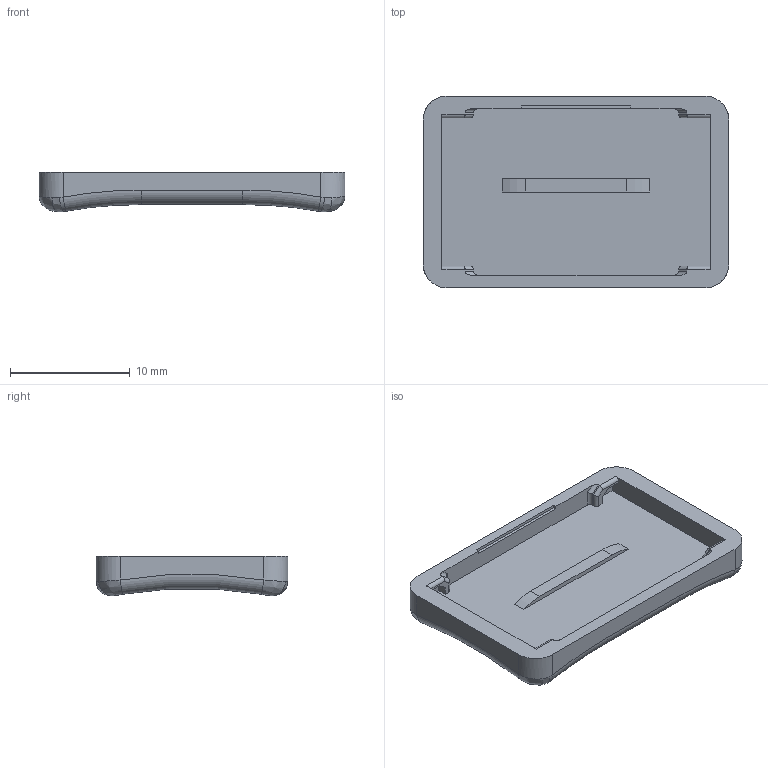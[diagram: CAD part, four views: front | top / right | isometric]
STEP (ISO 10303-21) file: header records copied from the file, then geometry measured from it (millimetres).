
FILE_DESCRIPTION(/* description */ (''),/* implementation_level */ '2;1');
FILE_NAME(/* name */ 'keycap_1.5u.step',/* time_stamp */ '2025-07-26T21:37:48+02:00',/* author */ (''),/* organization */ (''),/* preprocessor_version */ 'ST-DEVELOPER v20.1',/* originating_system */ 'Autodesk Translation Framework v14.10.0.0',/* authorisation */ '');
FILE_SCHEMA (('AUTOMOTIVE_DESIGN { 1 0 10303 214 3 1 1 }'));
Length unit declared in the file: millimetre
Products named in the file (1): FusionComponent
Bounding box: 25.5 x 16 x 3.32 mm (x, y, z)
Volume: 592.4 mm3; surface area: 1145.3 mm2
Topology: 1 solids, 1 shells, 102 faces, 260 edges, 158 vertices
Faces by surface type: plane 46, cylinder 34, bspline 16, torus 6
Entity records: 3380 total; most frequent: CARTESIAN_POINT 941, ORIENTED_EDGE 512, DIRECTION 482, EDGE_CURVE 256, AXIS2_PLACEMENT_3D 163, VERTEX_POINT 158, LINE 156, VECTOR 156
